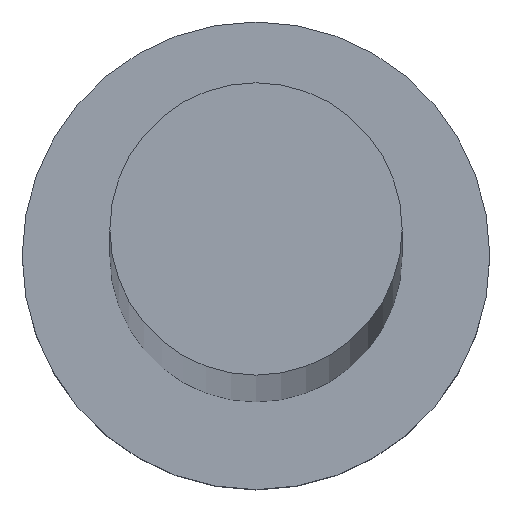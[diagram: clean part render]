
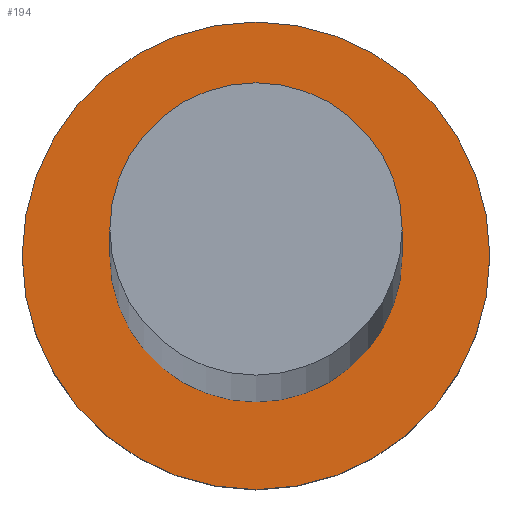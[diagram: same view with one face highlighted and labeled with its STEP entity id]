
A CAD part, top view. The second image highlights one B-rep face of the part: STEP entity #194.
In plain terms, the highlighted planar face has unit normal (0, 0, 1).
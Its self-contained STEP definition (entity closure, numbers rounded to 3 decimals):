
#3 = PLANE ( 'NONE',  #79 ) ;
#16 = DIRECTION ( 'NONE',  ( 0., 0., 1. ) ) ;
#20 = AXIS2_PLACEMENT_3D ( 'NONE', #55, #135, #177 ) ;
#26 = ORIENTED_EDGE ( 'NONE', *, *, #106, .F. ) ;
#28 = VERTEX_POINT ( 'NONE', #114 ) ;
#30 = ORIENTED_EDGE ( 'NONE', *, *, #77, .F. ) ;
#34 = CIRCLE ( 'NONE', #92, 6. ) ;
#48 = EDGE_LOOP ( 'NONE', ( #132, #129 ) ) ;
#51 = CARTESIAN_POINT ( 'NONE',  ( 0., 0., 5. ) ) ;
#55 = CARTESIAN_POINT ( 'NONE',  ( 0., 0., 5. ) ) ;
#66 = FACE_OUTER_BOUND ( 'NONE', #48, .T. ) ;
#77 = EDGE_CURVE ( 'NONE', #169, #252, #121, .T. ) ;
#78 = CARTESIAN_POINT ( 'NONE',  ( -6., 0., 5. ) ) ;
#79 = AXIS2_PLACEMENT_3D ( 'NONE', #148, #155, #206 ) ;
#92 = AXIS2_PLACEMENT_3D ( 'NONE', #122, #205, #107 ) ;
#93 = VERTEX_POINT ( 'NONE', #78 ) ;
#94 = CARTESIAN_POINT ( 'NONE',  ( -3.75, 0., 5. ) ) ;
#106 = EDGE_CURVE ( 'NONE', #252, #169, #237, .T. ) ;
#107 = DIRECTION ( 'NONE',  ( 1., 0., 0. ) ) ;
#108 = CARTESIAN_POINT ( 'NONE',  ( 0., 0., 5. ) ) ;
#113 = CIRCLE ( 'NONE', #173, 6. ) ;
#114 = CARTESIAN_POINT ( 'NONE',  ( 6., 0., 5. ) ) ;
#121 = CIRCLE ( 'NONE', #20, 3.75 ) ;
#122 = CARTESIAN_POINT ( 'NONE',  ( 0., 0., 5. ) ) ;
#129 = ORIENTED_EDGE ( 'NONE', *, *, #255, .T. ) ;
#130 = AXIS2_PLACEMENT_3D ( 'NONE', #51, #16, #214 ) ;
#132 = ORIENTED_EDGE ( 'NONE', *, *, #140, .T. ) ;
#135 = DIRECTION ( 'NONE',  ( 0., 0., 1. ) ) ;
#140 = EDGE_CURVE ( 'NONE', #93, #28, #34, .T. ) ;
#148 = CARTESIAN_POINT ( 'NONE',  ( 0., 0., 5. ) ) ;
#150 = FACE_BOUND ( 'NONE', #235, .T. ) ;
#155 = DIRECTION ( 'NONE',  ( 0., 0., 1. ) ) ;
#164 = DIRECTION ( 'NONE',  ( 0., 0., 1. ) ) ;
#169 = VERTEX_POINT ( 'NONE', #246 ) ;
#173 = AXIS2_PLACEMENT_3D ( 'NONE', #108, #164, #242 ) ;
#177 = DIRECTION ( 'NONE',  ( 1., 0., 0. ) ) ;
#194 = ADVANCED_FACE ( 'NONE', ( #150, #66 ), #3, .T. ) ;
#205 = DIRECTION ( 'NONE',  ( 0., 0., 1. ) ) ;
#206 = DIRECTION ( 'NONE',  ( 1., 0., 0. ) ) ;
#214 = DIRECTION ( 'NONE',  ( 1., 0., 0. ) ) ;
#235 = EDGE_LOOP ( 'NONE', ( #26, #30 ) ) ;
#237 = CIRCLE ( 'NONE', #130, 3.75 ) ;
#242 = DIRECTION ( 'NONE',  ( 1., 0., 0. ) ) ;
#246 = CARTESIAN_POINT ( 'NONE',  ( 3.75, 0., 5. ) ) ;
#252 = VERTEX_POINT ( 'NONE', #94 ) ;
#255 = EDGE_CURVE ( 'NONE', #28, #93, #113, .T. ) ;
